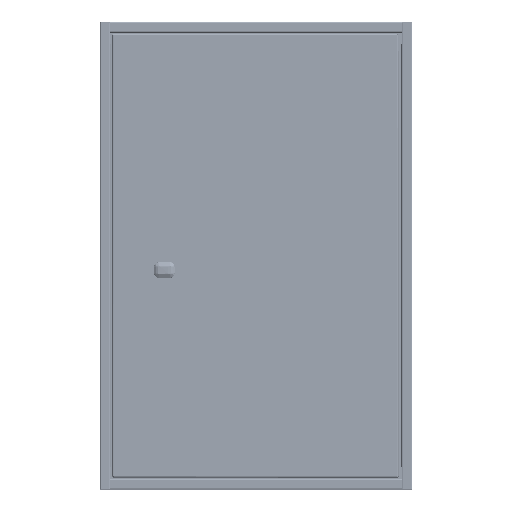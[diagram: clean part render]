
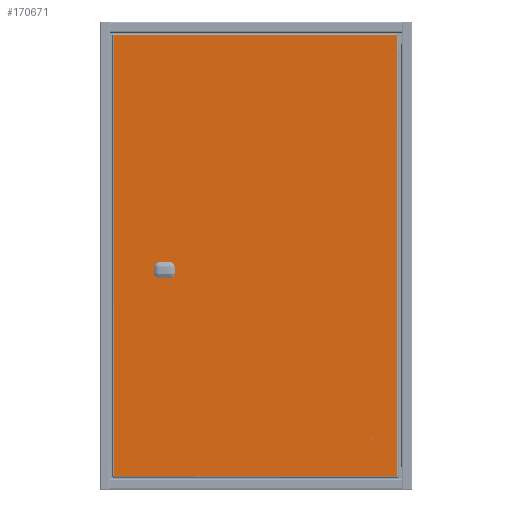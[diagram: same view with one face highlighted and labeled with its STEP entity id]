
A CAD part, top view. The second image highlights one B-rep face of the part: STEP entity #170671.
In plain terms, the highlighted planar face has unit normal (0, 0, 1).
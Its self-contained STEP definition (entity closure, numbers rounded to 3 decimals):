
#5001 = DIRECTION ( 'NONE',  ( 0., 0., 1. ) ) ;
#6119 = ORIENTED_EDGE ( 'NONE', *, *, #179168, .T. ) ;
#6469 = CIRCLE ( 'NONE', #187617, 0.5 ) ;
#14058 = DIRECTION ( 'NONE',  ( 0., 0., 1. ) ) ;
#16047 = DIRECTION ( 'NONE',  ( -1., 0., 0. ) ) ;
#16354 = EDGE_CURVE ( 'NONE', #232584, #52384, #201655, .T. ) ;
#16554 = DIRECTION ( 'NONE',  ( -1., 0., 0. ) ) ;
#18922 = AXIS2_PLACEMENT_3D ( 'NONE', #46423, #219220, #123378 ) ;
#20549 = AXIS2_PLACEMENT_3D ( 'NONE', #82274, #234854, #181861 ) ;
#22454 = AXIS2_PLACEMENT_3D ( 'NONE', #73257, #227132, #131319 ) ;
#23874 = CARTESIAN_POINT ( 'NONE',  ( 224.4, 97.9, -4.6 ) ) ;
#26821 = LINE ( 'NONE', #102559, #100636 ) ;
#27635 = DIRECTION ( 'NONE',  ( 0., 0., -1. ) ) ;
#27727 = VECTOR ( 'NONE', #155786, 1000. ) ;
#33093 = CARTESIAN_POINT ( 'NONE',  ( -165.6, 418.4, -4.6 ) ) ;
#34761 = VECTOR ( 'NONE', #64821, 1000. ) ;
#35516 = AXIS2_PLACEMENT_3D ( 'NONE', #80707, #5001, #157639 ) ;
#35558 = DIRECTION ( 'NONE',  ( 0., 0., -1. ) ) ;
#42080 = DIRECTION ( 'NONE',  ( 0., -1., 0. ) ) ;
#42693 = CARTESIAN_POINT ( 'NONE',  ( -186.6, 425.4, -4.6 ) ) ;
#45996 = EDGE_LOOP ( 'NONE', ( #6119, #166754, #156170, #148975 ) ) ;
#46370 = CARTESIAN_POINT ( 'NONE',  ( -186.6, 418.4, -4.6 ) ) ;
#46423 = CARTESIAN_POINT ( 'NONE',  ( -276.6, 22.9, -4.6 ) ) ;
#48844 = CIRCLE ( 'NONE', #20549, 3.5 ) ;
#52178 = CARTESIAN_POINT ( 'NONE',  ( -162.1, 421.9, -4.6 ) ) ;
#52384 = VERTEX_POINT ( 'NONE', #208550 ) ;
#52672 = CARTESIAN_POINT ( 'NONE',  ( -186.6, 425.4, -4.6 ) ) ;
#55629 = DIRECTION ( 'NONE',  ( 1., 0., 0. ) ) ;
#59701 = VERTEX_POINT ( 'NONE', #231025 ) ;
#61016 = EDGE_CURVE ( 'NONE', #96105, #162556, #194880, .T. ) ;
#62794 = CARTESIAN_POINT ( 'NONE',  ( -274.599, 25.9, -4.6 ) ) ;
#64821 = DIRECTION ( 'NONE',  ( 1., 0., 0. ) ) ;
#65171 = EDGE_LOOP ( 'NONE', ( #201354, #205548 ) ) ;
#65332 = FACE_OUTER_BOUND ( 'NONE', #45996, .T. ) ;
#70329 = CARTESIAN_POINT ( 'NONE',  ( -273.6, 872.9, -4.6 ) ) ;
#73257 = CARTESIAN_POINT ( 'NONE',  ( -186.6, 421.9, -4.6 ) ) ;
#75196 = EDGE_CURVE ( 'NONE', #52384, #171216, #26821, .T. ) ;
#76868 = AXIS2_PLACEMENT_3D ( 'NONE', #232966, #172525, #118239 ) ;
#79833 = CIRCLE ( 'NONE', #35516, 7.5 ) ;
#80490 = LINE ( 'NONE', #62794, #83280 ) ;
#80707 = CARTESIAN_POINT ( 'NONE',  ( -176.1, 421.9, -4.6 ) ) ;
#82274 = CARTESIAN_POINT ( 'NONE',  ( -165.6, 421.9, -4.6 ) ) ;
#82993 = DIRECTION ( 'NONE',  ( 1., 0., 0. ) ) ;
#83280 = VECTOR ( 'NONE', #82993, 1000. ) ;
#83509 = EDGE_CURVE ( 'NONE', #59701, #114704, #237590, .T. ) ;
#83653 = ORIENTED_EDGE ( 'NONE', *, *, #75196, .F. ) ;
#86179 = LINE ( 'NONE', #238737, #112994 ) ;
#89235 = FACE_BOUND ( 'NONE', #65171, .T. ) ;
#89364 = CARTESIAN_POINT ( 'NONE',  ( -182.733, 425.4, -4.6 ) ) ;
#93535 = LINE ( 'NONE', #189358, #207258 ) ;
#96105 = VERTEX_POINT ( 'NONE', #179910 ) ;
#98791 = CARTESIAN_POINT ( 'NONE',  ( 224.9, 97.9, -4.6 ) ) ;
#100636 = VECTOR ( 'NONE', #105021, 1000. ) ;
#102559 = CARTESIAN_POINT ( 'NONE',  ( -169.467, 425.4, -4.6 ) ) ;
#105021 = DIRECTION ( 'NONE',  ( -1., 0., 0. ) ) ;
#107134 = CARTESIAN_POINT ( 'NONE',  ( -182.733, 418.4, -4.6 ) ) ;
#107964 = ORIENTED_EDGE ( 'NONE', *, *, #131612, .F. ) ;
#112472 = ORIENTED_EDGE ( 'NONE', *, *, #123061, .F. ) ;
#112994 = VECTOR ( 'NONE', #42080, 1000. ) ;
#114704 = VERTEX_POINT ( 'NONE', #33093 ) ;
#118239 = DIRECTION ( 'NONE',  ( 1., 0., 0. ) ) ;
#119521 = EDGE_CURVE ( 'NONE', #162556, #241823, #93535, .T. ) ;
#121672 = EDGE_CURVE ( 'NONE', #197518, #156934, #247712, .T. ) ;
#122347 = EDGE_CURVE ( 'NONE', #202771, #205953, #130905, .T. ) ;
#123061 = EDGE_CURVE ( 'NONE', #205953, #169941, #207772, .T. ) ;
#123378 = DIRECTION ( 'NONE',  ( -1., 0., 0. ) ) ;
#124275 = CARTESIAN_POINT ( 'NONE',  ( 271.4, 872.9, -4.6 ) ) ;
#130096 = CARTESIAN_POINT ( 'NONE',  ( 223.9, 97.9, -4.6 ) ) ;
#130905 = LINE ( 'NONE', #52672, #155188 ) ;
#131319 = DIRECTION ( 'NONE',  ( 1., 0., 0. ) ) ;
#131612 = EDGE_CURVE ( 'NONE', #114704, #232584, #48844, .T. ) ;
#138305 = EDGE_CURVE ( 'NONE', #169941, #143773, #239286, .T. ) ;
#142308 = PLANE ( 'NONE',  #18922 ) ;
#143505 = DIRECTION ( 'NONE',  ( 1., 0., 0. ) ) ;
#143773 = VERTEX_POINT ( 'NONE', #107134 ) ;
#146842 = EDGE_CURVE ( 'NONE', #171216, #202771, #79833, .T. ) ;
#146969 = CARTESIAN_POINT ( 'NONE',  ( -169.467, 425.4, -4.6 ) ) ;
#148975 = ORIENTED_EDGE ( 'NONE', *, *, #159175, .T. ) ;
#155188 = VECTOR ( 'NONE', #16047, 1000. ) ;
#155786 = DIRECTION ( 'NONE',  ( 0., 1., 0. ) ) ;
#156170 = ORIENTED_EDGE ( 'NONE', *, *, #119521, .T. ) ;
#156934 = VERTEX_POINT ( 'NONE', #98791 ) ;
#157639 = DIRECTION ( 'NONE',  ( 1., 0., 0. ) ) ;
#159175 = EDGE_CURVE ( 'NONE', #241823, #161427, #86179, .T. ) ;
#161427 = VERTEX_POINT ( 'NONE', #220084 ) ;
#162131 = AXIS2_PLACEMENT_3D ( 'NONE', #170441, #14058, #55629 ) ;
#162556 = VERTEX_POINT ( 'NONE', #124275 ) ;
#166098 = CIRCLE ( 'NONE', #162131, 7.5 ) ;
#166187 = FACE_BOUND ( 'NONE', #216683, .T. ) ;
#166754 = ORIENTED_EDGE ( 'NONE', *, *, #61016, .T. ) ;
#169941 = VERTEX_POINT ( 'NONE', #207395 ) ;
#170441 = CARTESIAN_POINT ( 'NONE',  ( -176.1, 421.9, -4.6 ) ) ;
#170671 = ADVANCED_FACE ( 'NONE', ( #89235, #166187, #65332 ), #142308, .F. ) ;
#171216 = VERTEX_POINT ( 'NONE', #146969 ) ;
#172525 = DIRECTION ( 'NONE',  ( 0., 0., 1. ) ) ;
#173028 = CARTESIAN_POINT ( 'NONE',  ( 224.4, 97.9, -4.6 ) ) ;
#179168 = EDGE_CURVE ( 'NONE', #161427, #96105, #80490, .T. ) ;
#179910 = CARTESIAN_POINT ( 'NONE',  ( 271.4, 25.9, -4.6 ) ) ;
#181861 = DIRECTION ( 'NONE',  ( 1., 0., 0. ) ) ;
#184585 = CARTESIAN_POINT ( 'NONE',  ( -169.467, 418.4, -4.6 ) ) ;
#186082 = ORIENTED_EDGE ( 'NONE', *, *, #238107, .F. ) ;
#186859 = EDGE_CURVE ( 'NONE', #156934, #197518, #6469, .T. ) ;
#187617 = AXIS2_PLACEMENT_3D ( 'NONE', #23874, #27635, #201718 ) ;
#189358 = CARTESIAN_POINT ( 'NONE',  ( 272.399, 872.9, -4.6 ) ) ;
#191393 = AXIS2_PLACEMENT_3D ( 'NONE', #173028, #35558, #228527 ) ;
#194880 = LINE ( 'NONE', #196123, #27727 ) ;
#196123 = CARTESIAN_POINT ( 'NONE',  ( 271.4, 24.901, -4.6 ) ) ;
#197518 = VERTEX_POINT ( 'NONE', #130096 ) ;
#201354 = ORIENTED_EDGE ( 'NONE', *, *, #121672, .T. ) ;
#201655 = CIRCLE ( 'NONE', #76868, 3.5 ) ;
#201718 = DIRECTION ( 'NONE',  ( -1., 0., 0. ) ) ;
#202771 = VERTEX_POINT ( 'NONE', #89364 ) ;
#205548 = ORIENTED_EDGE ( 'NONE', *, *, #186859, .T. ) ;
#205953 = VERTEX_POINT ( 'NONE', #42693 ) ;
#206059 = ORIENTED_EDGE ( 'NONE', *, *, #138305, .F. ) ;
#207258 = VECTOR ( 'NONE', #16554, 1000. ) ;
#207395 = CARTESIAN_POINT ( 'NONE',  ( -186.6, 418.4, -4.6 ) ) ;
#207772 = CIRCLE ( 'NONE', #22454, 3.5 ) ;
#208550 = CARTESIAN_POINT ( 'NONE',  ( -165.6, 425.4, -4.6 ) ) ;
#216683 = EDGE_LOOP ( 'NONE', ( #206059, #112472, #230364, #219533, #83653, #219793, #107964, #225694, #186082 ) ) ;
#219220 = DIRECTION ( 'NONE',  ( 0., 0., -1. ) ) ;
#219533 = ORIENTED_EDGE ( 'NONE', *, *, #146842, .F. ) ;
#219793 = ORIENTED_EDGE ( 'NONE', *, *, #16354, .F. ) ;
#220084 = CARTESIAN_POINT ( 'NONE',  ( -273.6, 25.9, -4.6 ) ) ;
#223630 = VECTOR ( 'NONE', #143505, 1000. ) ;
#225694 = ORIENTED_EDGE ( 'NONE', *, *, #83509, .F. ) ;
#227132 = DIRECTION ( 'NONE',  ( 0., 0., 1. ) ) ;
#228527 = DIRECTION ( 'NONE',  ( -1., 0., 0. ) ) ;
#230364 = ORIENTED_EDGE ( 'NONE', *, *, #122347, .F. ) ;
#231025 = CARTESIAN_POINT ( 'NONE',  ( -169.467, 418.4, -4.6 ) ) ;
#232584 = VERTEX_POINT ( 'NONE', #52178 ) ;
#232966 = CARTESIAN_POINT ( 'NONE',  ( -165.6, 421.9, -4.6 ) ) ;
#234854 = DIRECTION ( 'NONE',  ( 0., 0., 1. ) ) ;
#237590 = LINE ( 'NONE', #184585, #34761 ) ;
#238107 = EDGE_CURVE ( 'NONE', #143773, #59701, #166098, .T. ) ;
#238737 = CARTESIAN_POINT ( 'NONE',  ( -273.6, 873.899, -4.6 ) ) ;
#239286 = LINE ( 'NONE', #46370, #223630 ) ;
#241823 = VERTEX_POINT ( 'NONE', #70329 ) ;
#247712 = CIRCLE ( 'NONE', #191393, 0.5 ) ;
